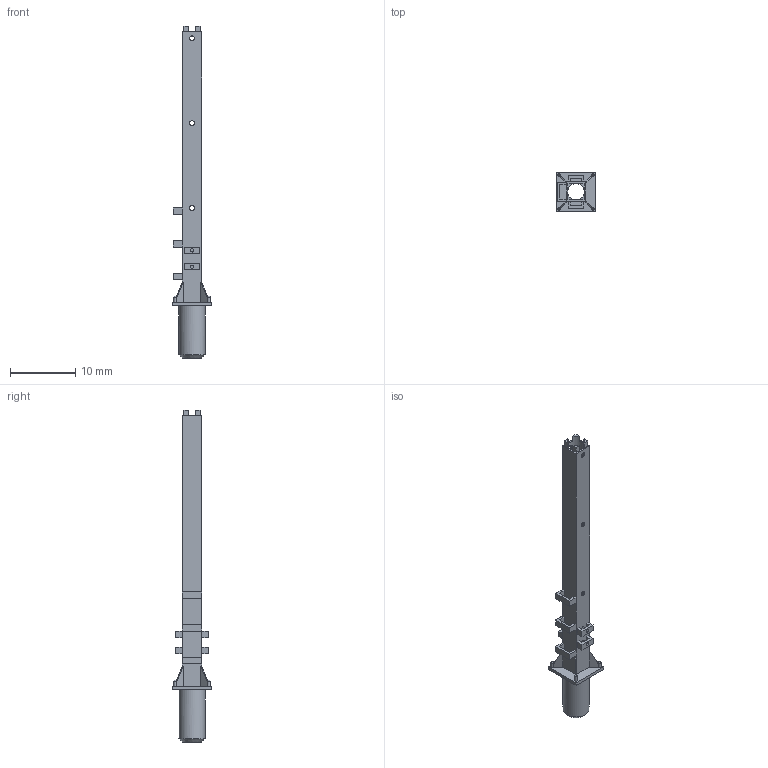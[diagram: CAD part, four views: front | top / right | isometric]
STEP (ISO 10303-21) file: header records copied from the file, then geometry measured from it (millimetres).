
FILE_DESCRIPTION(('FreeCAD Model'),'2;1');
FILE_NAME('Open CASCADE Shape Model','2024-01-27T20:52:53',('FreeCAD'),( 'FreeCAD'),'Open CASCADE STEP processor 7.5','FreeCAD','Unknown');
FILE_SCHEMA(('AUTOMOTIVE_DESIGN { 1 0 10303 214 1 1 1 1 }'));
Length unit declared in the file: millimetre
Products named in the file (1): Open CASCADE STEP translator 7.5 1
Bounding box: 6 x 6 x 50.9 mm (x, y, z)
Volume: 239.4 mm3; surface area: 1184.2 mm2
Topology: 1 solids, 1 shells, 129 faces, 384 edges, 253 vertices
Faces by surface type: plane 108, cylinder 16, sphere 4, cone 1
Full cylindrical faces by diameter (mm): 0.4 x4, 0.5 x4, 0.75 x6, 2.6 x1, 4 x1
Entity records: 9852 total; most frequent: CARTESIAN_POINT 2195, DIRECTION 1416, LINE 1005, VECTOR 1005, ORIENTED_EDGE 760, PCURVE 760, DEFINITIONAL_REPRESENTATION 760, EDGE_CURVE 380
